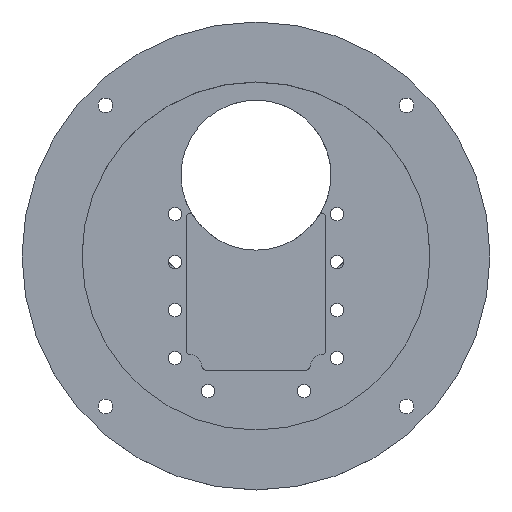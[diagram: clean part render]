
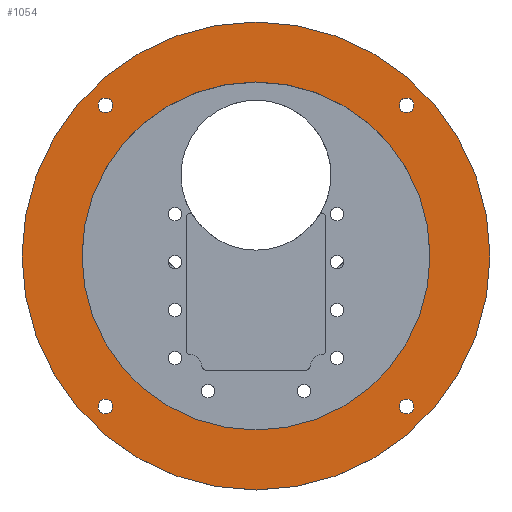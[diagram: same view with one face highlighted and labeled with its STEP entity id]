
A CAD part, top view. The second image highlights one B-rep face of the part: STEP entity #1054.
In plain terms, the highlighted planar face has unit normal (0, 0, 1).
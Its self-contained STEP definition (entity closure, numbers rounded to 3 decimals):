
#42=FACE_BOUND('',#306,.T.);
#43=FACE_BOUND('',#307,.T.);
#44=FACE_BOUND('',#308,.T.);
#45=FACE_BOUND('',#309,.T.);
#46=FACE_BOUND('',#310,.T.);
#227=FACE_OUTER_BOUND('',#305,.T.);
#305=EDGE_LOOP('',(#967,#968));
#306=EDGE_LOOP('',(#969));
#307=EDGE_LOOP('',(#970));
#308=EDGE_LOOP('',(#971));
#309=EDGE_LOOP('',(#972));
#310=EDGE_LOOP('',(#973));
#346=CIRCLE('',#1117,1.23);
#352=CIRCLE('',#1126,1.23);
#358=CIRCLE('',#1135,1.23);
#364=CIRCLE('',#1144,1.23);
#416=CIRCLE('',#1224,39.);
#417=CIRCLE('',#1225,39.);
#418=CIRCLE('',#1227,29.);
#446=VERTEX_POINT('',#1665);
#452=VERTEX_POINT('',#1682);
#458=VERTEX_POINT('',#1699);
#464=VERTEX_POINT('',#1716);
#524=VERTEX_POINT('',#1892);
#525=VERTEX_POINT('',#1894);
#526=VERTEX_POINT('',#1898);
#562=EDGE_CURVE('',#446,#446,#346,.T.);
#570=EDGE_CURVE('',#452,#452,#352,.T.);
#578=EDGE_CURVE('',#458,#458,#358,.T.);
#586=EDGE_CURVE('',#464,#464,#364,.T.);
#674=EDGE_CURVE('',#525,#524,#416,.T.);
#675=EDGE_CURVE('',#524,#525,#417,.T.);
#676=EDGE_CURVE('',#526,#526,#418,.T.);
#967=ORIENTED_EDGE('',*,*,#674,.T.);
#968=ORIENTED_EDGE('',*,*,#675,.T.);
#969=ORIENTED_EDGE('',*,*,#562,.T.);
#970=ORIENTED_EDGE('',*,*,#570,.T.);
#971=ORIENTED_EDGE('',*,*,#578,.T.);
#972=ORIENTED_EDGE('',*,*,#586,.T.);
#973=ORIENTED_EDGE('',*,*,#676,.T.);
#1003=PLANE('',#1230);
#1054=ADVANCED_FACE('',(#227,#42,#43,#44,#45,#46),#1003,.T.);
#1117=AXIS2_PLACEMENT_3D('',#1667,#1320,#1321);
#1126=AXIS2_PLACEMENT_3D('',#1684,#1340,#1341);
#1135=AXIS2_PLACEMENT_3D('',#1701,#1360,#1361);
#1144=AXIS2_PLACEMENT_3D('',#1718,#1380,#1381);
#1224=AXIS2_PLACEMENT_3D('',#1895,#1576,#1577);
#1225=AXIS2_PLACEMENT_3D('',#1896,#1578,#1579);
#1227=AXIS2_PLACEMENT_3D('',#1899,#1582,#1583);
#1230=AXIS2_PLACEMENT_3D('',#1904,#1590,#1591);
#1320=DIRECTION('center_axis',(0.,0.,-1.));
#1321=DIRECTION('ref_axis',(-1.,0.,0.));
#1340=DIRECTION('center_axis',(0.,0.,-1.));
#1341=DIRECTION('ref_axis',(-1.,0.,0.));
#1360=DIRECTION('center_axis',(0.,0.,-1.));
#1361=DIRECTION('ref_axis',(-1.,0.,0.));
#1380=DIRECTION('center_axis',(0.,0.,-1.));
#1381=DIRECTION('ref_axis',(-1.,0.,0.));
#1576=DIRECTION('center_axis',(0.,0.,1.));
#1577=DIRECTION('ref_axis',(1.,0.,0.));
#1578=DIRECTION('center_axis',(0.,0.,1.));
#1579=DIRECTION('ref_axis',(1.,0.,0.));
#1582=DIRECTION('center_axis',(0.,0.,-1.));
#1583=DIRECTION('ref_axis',(-1.,0.,0.));
#1590=DIRECTION('center_axis',(0.,0.,1.));
#1591=DIRECTION('ref_axis',(1.,0.,0.));
#1665=CARTESIAN_POINT('',(26.332,-25.102,18.));
#1667=CARTESIAN_POINT('Origin',(25.102,-25.102,18.));
#1682=CARTESIAN_POINT('',(-23.873,25.102,18.));
#1684=CARTESIAN_POINT('Origin',(-25.102,25.102,18.));
#1699=CARTESIAN_POINT('',(26.332,25.102,18.));
#1701=CARTESIAN_POINT('Origin',(25.102,25.102,18.));
#1716=CARTESIAN_POINT('',(-23.873,-25.102,18.));
#1718=CARTESIAN_POINT('Origin',(-25.102,-25.102,18.));
#1892=CARTESIAN_POINT('',(-39.,0.,18.));
#1894=CARTESIAN_POINT('',(39.,0.,18.));
#1895=CARTESIAN_POINT('Origin',(0.,0.,18.));
#1896=CARTESIAN_POINT('Origin',(0.,0.,18.));
#1898=CARTESIAN_POINT('',(29.,0.,18.));
#1899=CARTESIAN_POINT('Origin',(0.,0.,18.));
#1904=CARTESIAN_POINT('Origin',(0.,0.,18.));
